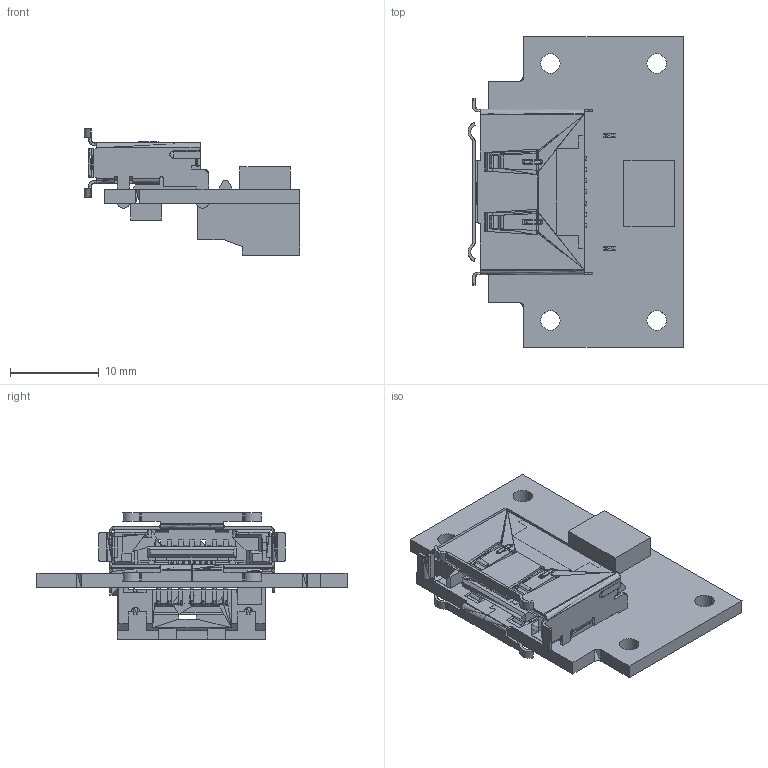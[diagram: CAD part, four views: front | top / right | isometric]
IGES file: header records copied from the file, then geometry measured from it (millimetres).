
Global section: file name: 0353-00-31; native system: VariCAD 2015-1.08; preprocessor: 5.3; author: LVVS3874K00E; organization: Elphe, Inc.; date: 20150629.163154; units: millimetre
Bounding box: 24.38 x 35 x 14.25 mm (x, y, z)
Surface area: 4414.6 mm2 (no closed solid volume)
Topology: 0 solids, 0 shells, 1360 faces, 8536 edges, 7813 vertices
Faces by surface type: bspline 1133, revolution 227
